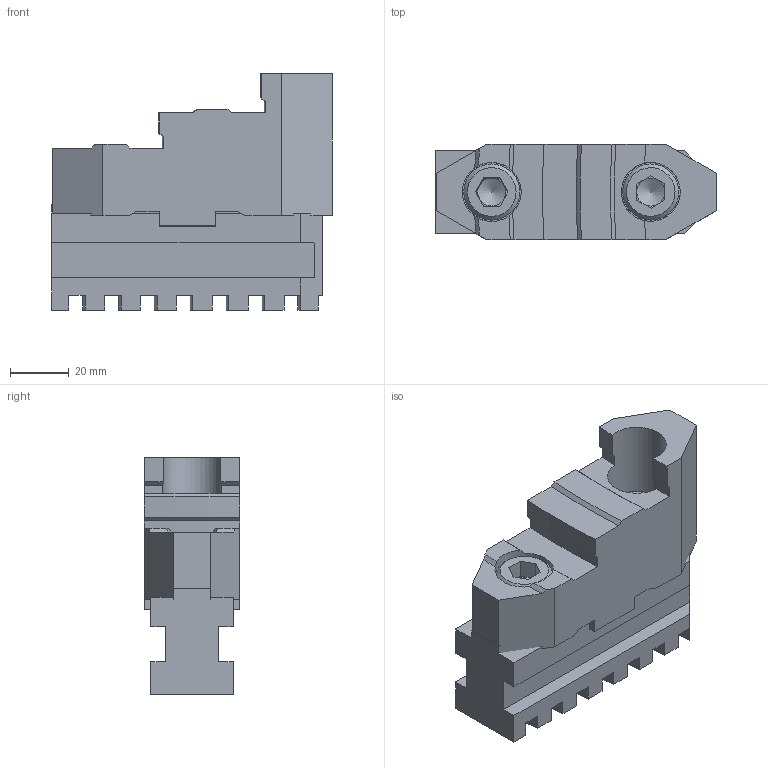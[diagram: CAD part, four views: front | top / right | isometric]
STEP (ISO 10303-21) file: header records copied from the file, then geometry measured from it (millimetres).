
FILE_DESCRIPTION((''),'2;1');
FILE_NAME('Mors_2.stp','2020-04-06T16:32:36',(''),(''),'STEP Write','Mastercam 2020 ... CNC Software, Inc.','');
FILE_SCHEMA(('AUTOMOTIVE_DESIGN'));
Length unit declared in the file: millimetre
Products named in the file (1): None
Bounding box: 95.22 x 32.5 x 80.3 mm (x, y, z)
Volume: 146599.9 mm3; surface area: 39466.1 mm2
Topology: 4 solids, 4 shells, 169 faces, 456 edges, 295 vertices
Faces by surface type: plane 118, cylinder 32, cone 17, torus 2
Full cylindrical faces by diameter (mm): 10.5 x2, 12.7 x2, 14 x2, 19.05 x2, 20 x2
Entity records: 5321 total; most frequent: CARTESIAN_POINT 949, DIRECTION 862, ORIENTED_EDGE 848, EDGE_CURVE 424, VECTOR 314, LINE 314, VERTEX_POINT 284, AXIS2_PLACEMENT_3D 274
